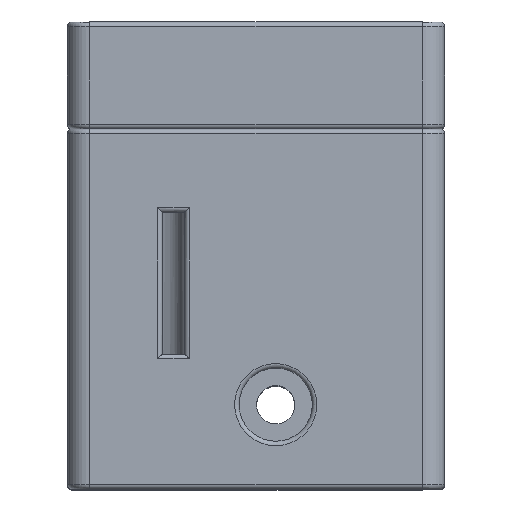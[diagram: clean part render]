
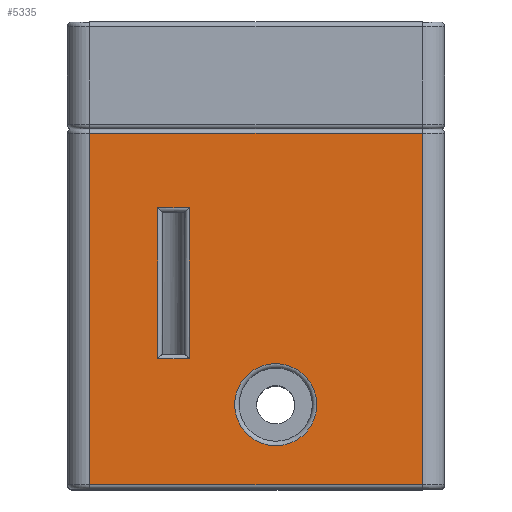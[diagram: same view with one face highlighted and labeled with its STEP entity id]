
A CAD part, top view. The second image highlights one B-rep face of the part: STEP entity #5335.
In plain terms, the highlighted planar face has unit normal (0, 0, 1).
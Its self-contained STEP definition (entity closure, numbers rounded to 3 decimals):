
#328=FACE_BOUND('',#1560,.T.);
#329=FACE_BOUND('',#1561,.T.);
#367=LINE('',#8357,#741);
#368=LINE('',#8359,#742);
#369=LINE('',#8361,#743);
#370=LINE('',#8362,#744);
#371=LINE('',#8365,#745);
#372=LINE('',#8367,#746);
#373=LINE('',#8369,#747);
#374=LINE('',#8370,#748);
#741=VECTOR('',#6496,10.);
#742=VECTOR('',#6497,10.);
#743=VECTOR('',#6498,10.);
#744=VECTOR('',#6499,10.);
#745=VECTOR('',#6500,10.);
#746=VECTOR('',#6501,10.);
#747=VECTOR('',#6502,10.);
#748=VECTOR('',#6503,10.);
#1110=PLANE('',#5723);
#1197=FACE_OUTER_BOUND('',#1559,.T.);
#1559=EDGE_LOOP('',(#3639,#3640,#3641,#3642));
#1560=EDGE_LOOP('',(#3643,#3644,#3645,#3646));
#1561=EDGE_LOOP('',(#3647));
#1954=CIRCLE('',#5719,3.65);
#2317=VERTEX_POINT('',#8347);
#2320=VERTEX_POINT('',#8355);
#2321=VERTEX_POINT('',#8356);
#2322=VERTEX_POINT('',#8358);
#2323=VERTEX_POINT('',#8360);
#2324=VERTEX_POINT('',#8363);
#2325=VERTEX_POINT('',#8364);
#2326=VERTEX_POINT('',#8366);
#2327=VERTEX_POINT('',#8368);
#2799=EDGE_CURVE('',#2317,#2317,#1954,.T.);
#2803=EDGE_CURVE('',#2320,#2321,#367,.T.);
#2804=EDGE_CURVE('',#2322,#2320,#368,.T.);
#2805=EDGE_CURVE('',#2323,#2322,#369,.T.);
#2806=EDGE_CURVE('',#2321,#2323,#370,.T.);
#2807=EDGE_CURVE('',#2324,#2325,#371,.T.);
#2808=EDGE_CURVE('',#2326,#2324,#372,.T.);
#2809=EDGE_CURVE('',#2327,#2326,#373,.T.);
#2810=EDGE_CURVE('',#2325,#2327,#374,.T.);
#3639=ORIENTED_EDGE('',*,*,#2803,.F.);
#3640=ORIENTED_EDGE('',*,*,#2804,.F.);
#3641=ORIENTED_EDGE('',*,*,#2805,.F.);
#3642=ORIENTED_EDGE('',*,*,#2806,.F.);
#3643=ORIENTED_EDGE('',*,*,#2807,.F.);
#3644=ORIENTED_EDGE('',*,*,#2808,.F.);
#3645=ORIENTED_EDGE('',*,*,#2809,.F.);
#3646=ORIENTED_EDGE('',*,*,#2810,.F.);
#3647=ORIENTED_EDGE('',*,*,#2799,.F.);
#5335=ADVANCED_FACE('',(#1197,#328,#329),#1110,.T.);
#5719=AXIS2_PLACEMENT_3D('',#8348,#6486,#6487);
#5723=AXIS2_PLACEMENT_3D('',#8354,#6494,#6495);
#6486=DIRECTION('center_axis',(0.,0.,1.));
#6487=DIRECTION('ref_axis',(-1.,0.,0.));
#6494=DIRECTION('center_axis',(0.,0.,1.));
#6495=DIRECTION('ref_axis',(1.,0.,0.));
#6496=DIRECTION('',(-1.,0.,0.));
#6497=DIRECTION('',(0.,-1.,0.));
#6498=DIRECTION('',(1.,0.,0.));
#6499=DIRECTION('',(0.,1.,0.));
#6500=DIRECTION('',(0.,-1.,0.));
#6501=DIRECTION('',(-1.,0.,0.));
#6502=DIRECTION('',(0.,1.,0.));
#6503=DIRECTION('',(1.,0.,0.));
#8347=CARTESIAN_POINT('',(3.65,7.5,23.));
#8348=CARTESIAN_POINT('Origin',(0.,7.5,23.));
#8354=CARTESIAN_POINT('Origin',(-18.5,0.,23.));
#8355=CARTESIAN_POINT('',(13.,0.4,23.));
#8356=CARTESIAN_POINT('',(-16.5,0.4,23.));
#8357=CARTESIAN_POINT('',(-10.125,0.4,23.));
#8358=CARTESIAN_POINT('',(13.,31.6,23.));
#8359=CARTESIAN_POINT('',(13.,0.,23.));
#8360=CARTESIAN_POINT('',(-16.5,31.6,23.));
#8361=CARTESIAN_POINT('',(-10.125,31.6,23.));
#8362=CARTESIAN_POINT('',(-16.5,0.,23.));
#8363=CARTESIAN_POINT('',(-10.48,25.,23.));
#8364=CARTESIAN_POINT('',(-10.48,11.6,23.));
#8365=CARTESIAN_POINT('',(-10.48,6.,23.));
#8366=CARTESIAN_POINT('',(-7.68,25.,23.));
#8367=CARTESIAN_POINT('',(-15.476,25.,23.));
#8368=CARTESIAN_POINT('',(-7.68,11.6,23.));
#8369=CARTESIAN_POINT('',(-7.68,6.,23.));
#8370=CARTESIAN_POINT('',(-15.476,11.6,23.));
